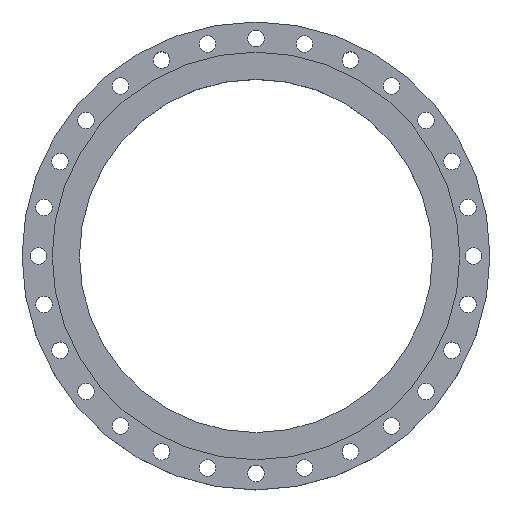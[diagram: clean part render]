
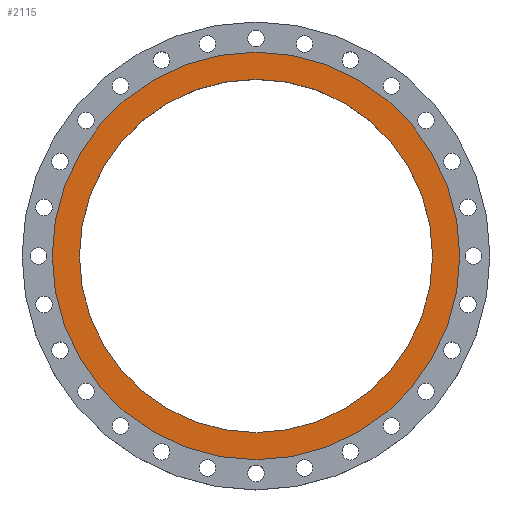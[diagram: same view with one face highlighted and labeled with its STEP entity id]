
A CAD part, top view. The second image highlights one B-rep face of the part: STEP entity #2115.
In plain terms, the highlighted planar face has unit normal (0, 0, 1).
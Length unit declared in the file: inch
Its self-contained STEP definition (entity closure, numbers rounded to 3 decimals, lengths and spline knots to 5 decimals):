
#14 = AXIS2_PLACEMENT_3D ( 'NONE', #2317, #967, #577 ) ;
#56 = CIRCLE ( 'NONE', #1275, 14.625 ) ;
#173 = CIRCLE ( 'NONE', #1507, 16.875 ) ;
#177 = ORIENTED_EDGE ( 'NONE', *, *, #1393, .F. ) ;
#192 = PLANE ( 'NONE',  #1026 ) ;
#215 = DIRECTION ( 'NONE',  ( 0., 0., 1. ) ) ;
#216 = FACE_OUTER_BOUND ( 'NONE', #2568, .T. ) ;
#315 = ORIENTED_EDGE ( 'NONE', *, *, #1922, .F. ) ;
#500 = VERTEX_POINT ( 'NONE', #1004 ) ;
#537 = CARTESIAN_POINT ( 'NONE',  ( 16.875, 0., 0. ) ) ;
#577 = DIRECTION ( 'NONE',  ( 1., 0., 0. ) ) ;
#637 = FACE_BOUND ( 'NONE', #1369, .T. ) ;
#669 = ORIENTED_EDGE ( 'NONE', *, *, #2465, .T. ) ;
#680 = DIRECTION ( 'NONE',  ( 1., 0., 0. ) ) ;
#967 = DIRECTION ( 'NONE',  ( 0., 0., 1. ) ) ;
#981 = CIRCLE ( 'NONE', #2430, 14.625 ) ;
#995 = DIRECTION ( 'NONE',  ( 0., 0., -1. ) ) ;
#1004 = CARTESIAN_POINT ( 'NONE',  ( -14.625, 0., 0. ) ) ;
#1006 = DIRECTION ( 'NONE',  ( 1., 0., 0. ) ) ;
#1020 = CARTESIAN_POINT ( 'NONE',  ( 0., 14.625, 0. ) ) ;
#1026 = AXIS2_PLACEMENT_3D ( 'NONE', #1020, #995, #1808 ) ;
#1081 = VERTEX_POINT ( 'NONE', #537 ) ;
#1181 = CARTESIAN_POINT ( 'NONE',  ( 0., 0., 0. ) ) ;
#1275 = AXIS2_PLACEMENT_3D ( 'NONE', #1752, #1711, #2102 ) ;
#1290 = CARTESIAN_POINT ( 'NONE',  ( -16.875, 0., 0. ) ) ;
#1369 = EDGE_LOOP ( 'NONE', ( #177, #315 ) ) ;
#1381 = ORIENTED_EDGE ( 'NONE', *, *, #1528, .T. ) ;
#1393 = EDGE_CURVE ( 'NONE', #1725, #500, #981, .T. ) ;
#1507 = AXIS2_PLACEMENT_3D ( 'NONE', #1181, #215, #1006 ) ;
#1528 = EDGE_CURVE ( 'NONE', #1812, #1081, #2015, .T. ) ;
#1711 = DIRECTION ( 'NONE',  ( 0., 0., 1. ) ) ;
#1725 = VERTEX_POINT ( 'NONE', #2188 ) ;
#1752 = CARTESIAN_POINT ( 'NONE',  ( 0., 0., 0. ) ) ;
#1808 = DIRECTION ( 'NONE',  ( -1., 0., 0. ) ) ;
#1812 = VERTEX_POINT ( 'NONE', #1290 ) ;
#1894 = DIRECTION ( 'NONE',  ( 0., 0., 1. ) ) ;
#1922 = EDGE_CURVE ( 'NONE', #500, #1725, #56, .T. ) ;
#2015 = CIRCLE ( 'NONE', #14, 16.875 ) ;
#2102 = DIRECTION ( 'NONE',  ( 1., 0., 0. ) ) ;
#2115 = ADVANCED_FACE ( 'NONE', ( #637, #216 ), #192, .F. ) ;
#2188 = CARTESIAN_POINT ( 'NONE',  ( 14.625, 0., 0. ) ) ;
#2317 = CARTESIAN_POINT ( 'NONE',  ( 0., 0., 0. ) ) ;
#2430 = AXIS2_PLACEMENT_3D ( 'NONE', #2501, #1894, #680 ) ;
#2465 = EDGE_CURVE ( 'NONE', #1081, #1812, #173, .T. ) ;
#2501 = CARTESIAN_POINT ( 'NONE',  ( 0., 0., 0. ) ) ;
#2568 = EDGE_LOOP ( 'NONE', ( #669, #1381 ) ) ;
